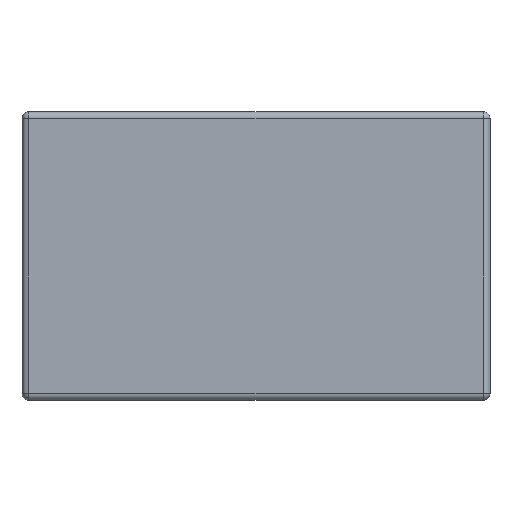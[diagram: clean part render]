
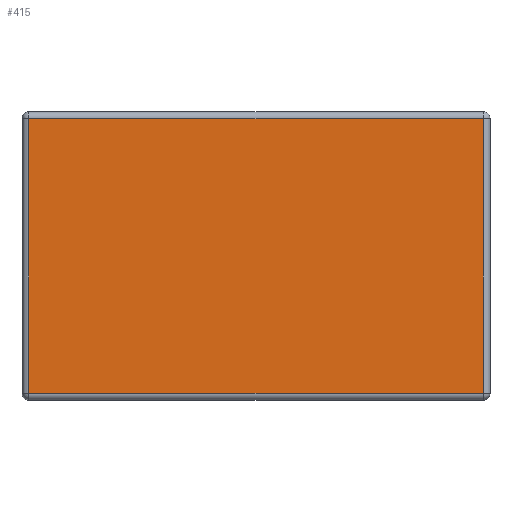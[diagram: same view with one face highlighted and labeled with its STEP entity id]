
A CAD part, top view. The second image highlights one B-rep face of the part: STEP entity #415.
In plain terms, the highlighted planar face has unit normal (0, 0, 1).
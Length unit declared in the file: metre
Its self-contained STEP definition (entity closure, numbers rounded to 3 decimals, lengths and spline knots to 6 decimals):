
#76=ORIENTED_EDGE('',*,*,#188,.T.);
#77=ORIENTED_EDGE('',*,*,#189,.T.);
#78=ORIENTED_EDGE('',*,*,#190,.T.);
#79=ORIENTED_EDGE('',*,*,#191,.T.);
#188=EDGE_CURVE('',#244,#245,#272,.F.);
#189=EDGE_CURVE('',#245,#246,#273,.F.);
#190=EDGE_CURVE('',#246,#247,#274,.T.);
#191=EDGE_CURVE('',#247,#244,#275,.T.);
#244=VERTEX_POINT('',#693);
#245=VERTEX_POINT('',#694);
#246=VERTEX_POINT('',#696);
#247=VERTEX_POINT('',#698);
#272=LINE('',#692,#304);
#273=LINE('',#695,#305);
#274=LINE('',#697,#306);
#275=LINE('',#699,#307);
#304=VECTOR('',#546,1.);
#305=VECTOR('',#547,1.);
#306=VECTOR('',#548,1.);
#307=VECTOR('',#549,1.);
#332=EDGE_LOOP('',(#76,#77,#78,#79));
#372=FACE_BOUND('',#332,.T.);
#404=PLANE('',#463);
#415=ADVANCED_FACE('',(#372),#404,.T.);
#463=AXIS2_PLACEMENT_3D('',#691,#544,#545);
#544=DIRECTION('',(0.,0.,1.));
#545=DIRECTION('',(1.,0.,0.));
#546=DIRECTION('',(1.,0.,0.));
#547=DIRECTION('',(0.,1.,0.));
#548=DIRECTION('',(1.,0.,0.));
#549=DIRECTION('',(0.,1.,0.));
#691=CARTESIAN_POINT('',(0.,-0.0595,0.0495));
#692=CARTESIAN_POINT('',(-0.1005,0.059,0.0495));
#693=CARTESIAN_POINT('',(0.0975,0.059,0.0495));
#694=CARTESIAN_POINT('',(-0.0975,0.059,0.0495));
#695=CARTESIAN_POINT('',(-0.0975,-0.062,0.0495));
#696=CARTESIAN_POINT('',(-0.0975,-0.059,0.0495));
#697=CARTESIAN_POINT('',(0.,-0.059,0.0495));
#698=CARTESIAN_POINT('',(0.0975,-0.059,0.0495));
#699=CARTESIAN_POINT('',(0.0975,-0.0595,0.0495));
